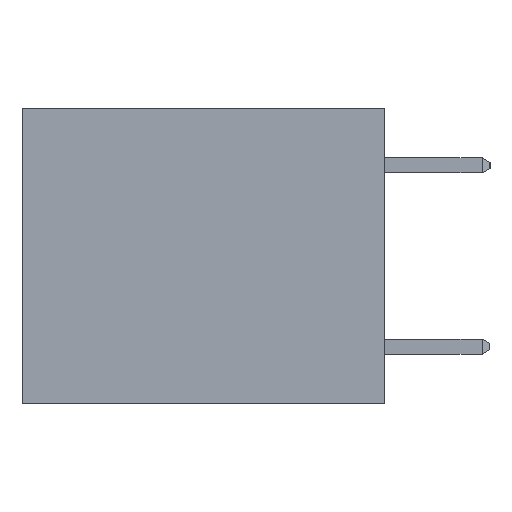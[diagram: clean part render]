
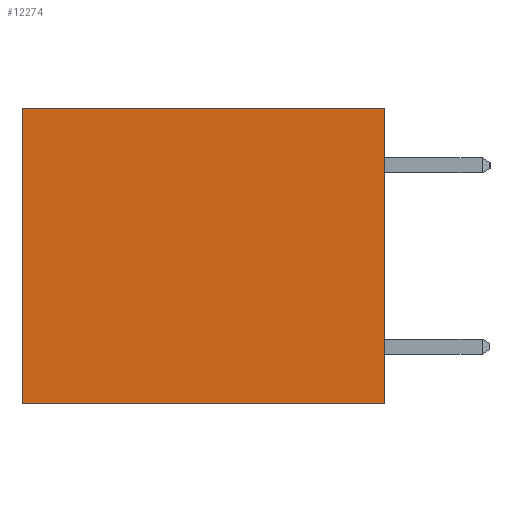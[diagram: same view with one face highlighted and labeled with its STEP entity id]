
A CAD part, left-side view. The second image highlights one B-rep face of the part: STEP entity #12274.
In plain terms, the highlighted planar face has unit normal (-1, 0, 0).
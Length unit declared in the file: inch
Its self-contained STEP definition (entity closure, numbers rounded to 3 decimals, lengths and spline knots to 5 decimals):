
#473 = DIRECTION ( 'NONE',  ( 0., 0., -1. ) ) ;
#481 = ORIENTED_EDGE ( 'NONE', *, *, #13699, .T. ) ;
#1204 = VERTEX_POINT ( 'NONE', #6348 ) ;
#1478 = CARTESIAN_POINT ( 'NONE',  ( 0.3165, 0., 0. ) ) ;
#1524 = DIRECTION ( 'NONE',  ( 1., 0., 0. ) ) ;
#2325 = VECTOR ( 'NONE', #2663, 39.37008 ) ;
#2663 = DIRECTION ( 'NONE',  ( 0., 0., -1. ) ) ;
#2750 = PLANE ( 'NONE',  #3099 ) ;
#3099 = AXIS2_PLACEMENT_3D ( 'NONE', #14173, #1524, #7043 ) ;
#3190 = CARTESIAN_POINT ( 'NONE',  ( 0.3165, 0., 0. ) ) ;
#3448 = LINE ( 'NONE', #7077, #2325 ) ;
#3682 = ORIENTED_EDGE ( 'NONE', *, *, #7507, .F. ) ;
#3836 = VERTEX_POINT ( 'NONE', #12978 ) ;
#4957 = LINE ( 'NONE', #5730, #11897 ) ;
#5730 = CARTESIAN_POINT ( 'NONE',  ( 0.3165, 0., -0.49 ) ) ;
#6348 = CARTESIAN_POINT ( 'NONE',  ( 0.3165, 0.6, 0. ) ) ;
#6614 = ORIENTED_EDGE ( 'NONE', *, *, #8027, .F. ) ;
#7043 = DIRECTION ( 'NONE',  ( 0., 0., -1. ) ) ;
#7077 = CARTESIAN_POINT ( 'NONE',  ( 0.3165, 0., -0.49 ) ) ;
#7281 = ORIENTED_EDGE ( 'NONE', *, *, #12991, .T. ) ;
#7507 = EDGE_CURVE ( 'NONE', #12903, #13768, #3448, .T. ) ;
#8027 = EDGE_CURVE ( 'NONE', #13768, #3836, #4957, .T. ) ;
#9000 = CARTESIAN_POINT ( 'NONE',  ( 0.3165, 0.6, -0.49 ) ) ;
#9328 = CARTESIAN_POINT ( 'NONE',  ( 0.3165, 0., -0.49 ) ) ;
#11374 = EDGE_LOOP ( 'NONE', ( #481, #6614, #3682, #7281 ) ) ;
#11897 = VECTOR ( 'NONE', #15742, 39.37008 ) ;
#12274 = ADVANCED_FACE ( 'NONE', ( #14667 ), #2750, .F. ) ;
#12836 = LINE ( 'NONE', #3190, #13042 ) ;
#12903 = VERTEX_POINT ( 'NONE', #1478 ) ;
#12918 = DIRECTION ( 'NONE',  ( 0., 1., 0. ) ) ;
#12978 = CARTESIAN_POINT ( 'NONE',  ( 0.3165, 0.6, -0.49 ) ) ;
#12991 = EDGE_CURVE ( 'NONE', #12903, #1204, #12836, .T. ) ;
#13042 = VECTOR ( 'NONE', #12918, 39.37008 ) ;
#13699 = EDGE_CURVE ( 'NONE', #1204, #3836, #16598, .T. ) ;
#13768 = VERTEX_POINT ( 'NONE', #9328 ) ;
#14173 = CARTESIAN_POINT ( 'NONE',  ( 0.3165, 0., -0.49 ) ) ;
#14667 = FACE_OUTER_BOUND ( 'NONE', #11374, .T. ) ;
#15046 = VECTOR ( 'NONE', #473, 39.37008 ) ;
#15742 = DIRECTION ( 'NONE',  ( 0., 1., 0. ) ) ;
#16598 = LINE ( 'NONE', #9000, #15046 ) ;
